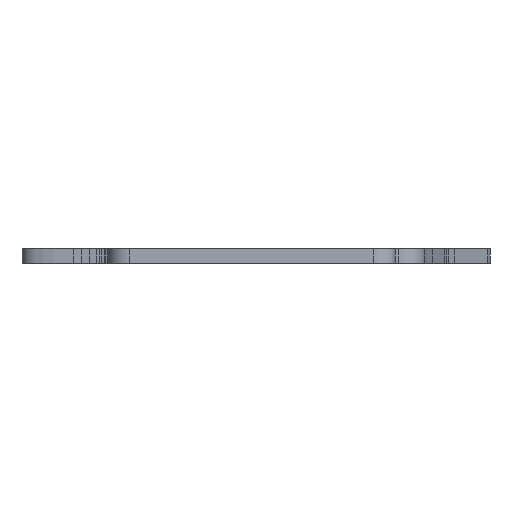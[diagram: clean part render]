
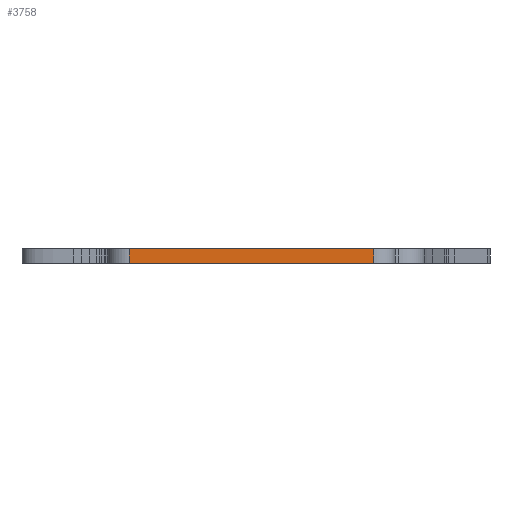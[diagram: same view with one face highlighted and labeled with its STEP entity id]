
A CAD part, left-side view. The second image highlights one B-rep face of the part: STEP entity #3758.
In plain terms, the highlighted planar face has unit normal (-1, 0, 0).
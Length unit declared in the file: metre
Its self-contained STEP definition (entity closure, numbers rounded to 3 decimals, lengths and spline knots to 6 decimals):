
#127=PLANE('',#3984);
#634=LINE('',#6647,#1043);
#635=LINE('',#6660,#1044);
#636=LINE('',#6662,#1045);
#637=LINE('',#6664,#1046);
#1043=VECTOR('',#4788,1.);
#1044=VECTOR('',#4791,1.);
#1045=VECTOR('',#4792,1.);
#1046=VECTOR('',#4793,1.);
#1711=ORIENTED_EDGE('',*,*,#2631,.F.);
#1712=ORIENTED_EDGE('',*,*,#2632,.F.);
#1713=ORIENTED_EDGE('',*,*,#2633,.T.);
#1714=ORIENTED_EDGE('',*,*,#2629,.T.);
#2629=EDGE_CURVE('',#3011,#3010,#634,.T.);
#2631=EDGE_CURVE('',#3012,#3010,#635,.T.);
#2632=EDGE_CURVE('',#3013,#3012,#636,.T.);
#2633=EDGE_CURVE('',#3013,#3011,#637,.T.);
#3010=VERTEX_POINT('',#6646);
#3011=VERTEX_POINT('',#6648);
#3012=VERTEX_POINT('',#6661);
#3013=VERTEX_POINT('',#6663);
#3271=EDGE_LOOP('',(#1711,#1712,#1713,#1714));
#3500=FACE_BOUND('',#3271,.T.);
#3758=ADVANCED_FACE('',(#3500),#127,.T.);
#3984=AXIS2_PLACEMENT_3D('',#6659,#4789,#4790);
#4788=DIRECTION('',(0.,0.,-1.));
#4789=DIRECTION('',(-1.,0.,0.));
#4790=DIRECTION('',(0.,0.,1.));
#4791=DIRECTION('',(0.,1.,0.));
#4792=DIRECTION('',(0.,0.,-1.));
#4793=DIRECTION('',(0.,1.,0.));
#6646=CARTESIAN_POINT('',(-0.069005,0.026887,0.));
#6647=CARTESIAN_POINT('',(-0.069005,0.026887,0.003));
#6648=CARTESIAN_POINT('',(-0.069005,0.026887,0.003));
#6659=CARTESIAN_POINT('',(-0.069005,0.000987,0.003));
#6660=CARTESIAN_POINT('',(-0.069005,0.000987,0.));
#6661=CARTESIAN_POINT('',(-0.069005,-0.024913,0.));
#6662=CARTESIAN_POINT('',(-0.069005,-0.024913,0.003));
#6663=CARTESIAN_POINT('',(-0.069005,-0.024913,0.003));
#6664=CARTESIAN_POINT('',(-0.069005,0.000987,0.003));
